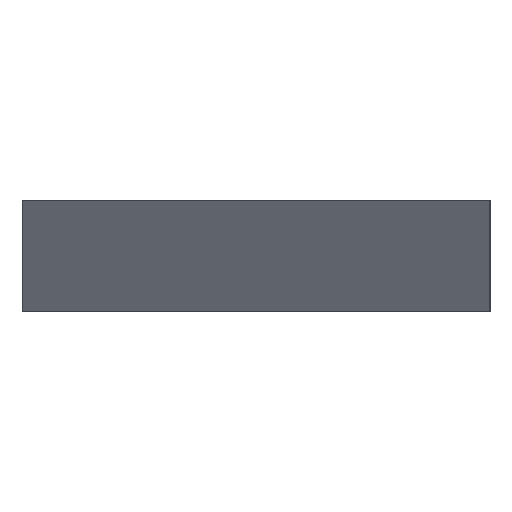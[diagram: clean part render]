
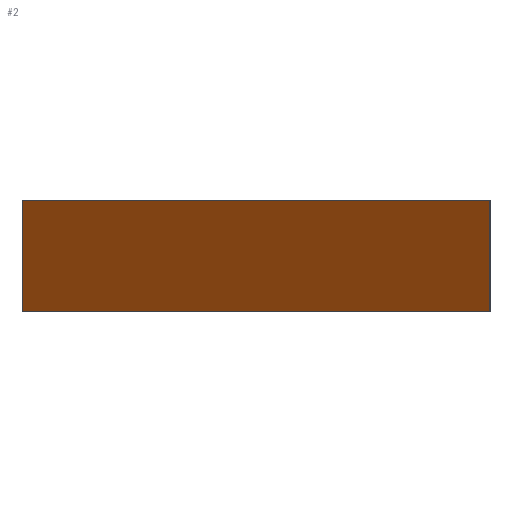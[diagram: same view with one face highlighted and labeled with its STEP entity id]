
A CAD part, left-side view. The second image highlights one B-rep face of the part: STEP entity #2.
In plain terms, the highlighted planar face has unit normal (-0.707, 0.707, 0).
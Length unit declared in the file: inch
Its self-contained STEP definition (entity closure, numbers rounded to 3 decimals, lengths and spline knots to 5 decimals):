
#2 = ADVANCED_FACE ( 'NONE', ( #111 ), #136, .F. ) ;
#13 = LINE ( 'NONE', #26, #190 ) ;
#18 = ORIENTED_EDGE ( 'NONE', *, *, #210, .T. ) ;
#21 = LINE ( 'NONE', #123, #31 ) ;
#24 = LINE ( 'NONE', #51, #147 ) ;
#25 = VECTOR ( 'NONE', #137, 39.37008 ) ;
#26 = CARTESIAN_POINT ( 'NONE',  ( 0., 0., 2.5 ) ) ;
#28 = EDGE_CURVE ( 'NONE', #90, #214, #13, .T. ) ;
#31 = VECTOR ( 'NONE', #140, 39.37008 ) ;
#41 = CARTESIAN_POINT ( 'NONE',  ( 0., 0., 0. ) ) ;
#51 = CARTESIAN_POINT ( 'NONE',  ( 10.5, 10.5, 2.5 ) ) ;
#56 = EDGE_LOOP ( 'NONE', ( #128, #209, #132, #18 ) ) ;
#68 = VERTEX_POINT ( 'NONE', #198 ) ;
#73 = AXIS2_PLACEMENT_3D ( 'NONE', #149, #167, #166 ) ;
#76 = DIRECTION ( 'NONE',  ( 0., 0., -1. ) ) ;
#78 = LINE ( 'NONE', #170, #25 ) ;
#90 = VERTEX_POINT ( 'NONE', #114 ) ;
#93 = CARTESIAN_POINT ( 'NONE',  ( 10.5, 10.5, 0. ) ) ;
#111 = FACE_OUTER_BOUND ( 'NONE', #56, .T. ) ;
#114 = CARTESIAN_POINT ( 'NONE',  ( 0., 0., 2.5 ) ) ;
#123 = CARTESIAN_POINT ( 'NONE',  ( 10.5, 10.5, 0. ) ) ;
#128 = ORIENTED_EDGE ( 'NONE', *, *, #240, .T. ) ;
#132 = ORIENTED_EDGE ( 'NONE', *, *, #189, .F. ) ;
#136 = PLANE ( 'NONE',  #73 ) ;
#137 = DIRECTION ( 'NONE',  ( 0., 0., -1. ) ) ;
#140 = DIRECTION ( 'NONE',  ( -0.707, -0.707, 0. ) ) ;
#147 = VECTOR ( 'NONE', #197, 39.37008 ) ;
#149 = CARTESIAN_POINT ( 'NONE',  ( 10.5, 10.5, 2.5 ) ) ;
#154 = VERTEX_POINT ( 'NONE', #93 ) ;
#166 = DIRECTION ( 'NONE',  ( 0.707, 0.707, 0. ) ) ;
#167 = DIRECTION ( 'NONE',  ( 0.707, -0.707, 0. ) ) ;
#170 = CARTESIAN_POINT ( 'NONE',  ( 10.5, 10.5, 2.5 ) ) ;
#189 = EDGE_CURVE ( 'NONE', #68, #90, #24, .T. ) ;
#190 = VECTOR ( 'NONE', #76, 39.37008 ) ;
#197 = DIRECTION ( 'NONE',  ( -0.707, -0.707, 0. ) ) ;
#198 = CARTESIAN_POINT ( 'NONE',  ( 10.5, 10.5, 2.5 ) ) ;
#209 = ORIENTED_EDGE ( 'NONE', *, *, #28, .F. ) ;
#210 = EDGE_CURVE ( 'NONE', #68, #154, #78, .T. ) ;
#214 = VERTEX_POINT ( 'NONE', #41 ) ;
#240 = EDGE_CURVE ( 'NONE', #154, #214, #21, .T. ) ;
